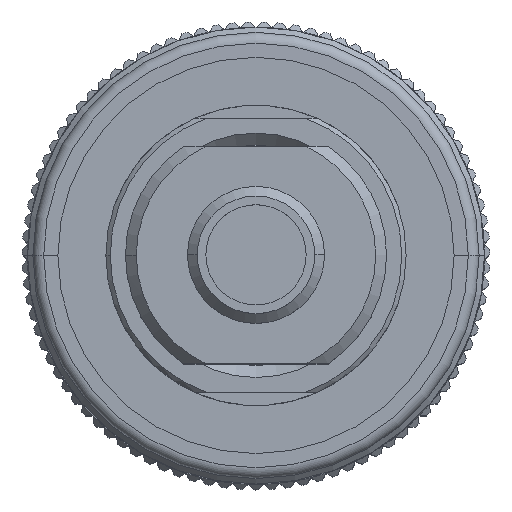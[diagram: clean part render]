
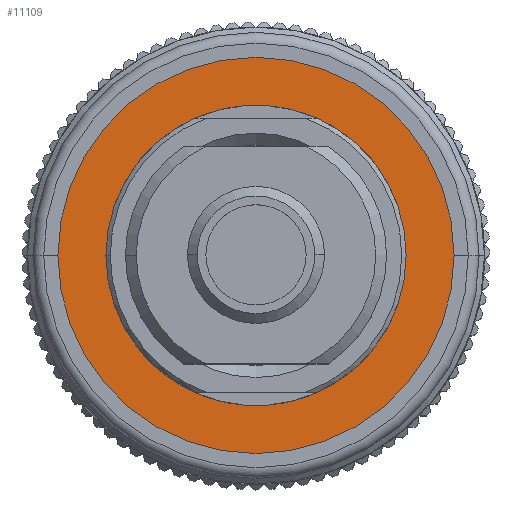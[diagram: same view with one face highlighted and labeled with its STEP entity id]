
A CAD part, top view. The second image highlights one B-rep face of the part: STEP entity #11109.
In plain terms, the highlighted planar face has unit normal (0, 0, 1).
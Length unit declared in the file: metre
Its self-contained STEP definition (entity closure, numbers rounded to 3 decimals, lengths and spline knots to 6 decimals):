
#37 = CIRCLE ( 'NONE', #11595, 0.009104 ) ;
#56 = CIRCLE ( 'NONE', #13965, 0.009104 ) ;
#289 = EDGE_LOOP ( 'NONE', ( #7998, #1418 ) ) ;
#403 = CARTESIAN_POINT ( 'NONE',  ( 0., 0.009104, 0. ) ) ;
#453 = DIRECTION ( 'NONE',  ( -1., 0., 0. ) ) ;
#536 = EDGE_CURVE ( 'NONE', #14117, #14703, #56, .T. ) ;
#741 = DIRECTION ( 'NONE',  ( -1., 0., 0. ) ) ;
#1418 = ORIENTED_EDGE ( 'NONE', *, *, #8031, .T. ) ;
#2080 = CARTESIAN_POINT ( 'NONE',  ( 0.009104, 0., 0. ) ) ;
#2415 = EDGE_CURVE ( 'NONE', #14703, #14117, #37, .T. ) ;
#2516 = FACE_OUTER_BOUND ( 'NONE', #8126, .T. ) ;
#2871 = AXIS2_PLACEMENT_3D ( 'NONE', #3768, #12133, #4981 ) ;
#3419 = CARTESIAN_POINT ( 'NONE',  ( 0., 0., 0. ) ) ;
#3768 = CARTESIAN_POINT ( 'NONE',  ( 0., 0., 0. ) ) ;
#4639 = DIRECTION ( 'NONE',  ( 1., 0., 0. ) ) ;
#4754 = EDGE_CURVE ( 'NONE', #8795, #5121, #13054, .T. ) ;
#4981 = DIRECTION ( 'NONE',  ( -1., 0., 0. ) ) ;
#5121 = VERTEX_POINT ( 'NONE', #8754 ) ;
#5807 = ORIENTED_EDGE ( 'NONE', *, *, #2415, .T. ) ;
#5914 = CIRCLE ( 'NONE', #2871, 0.006225 ) ;
#6877 = CARTESIAN_POINT ( 'NONE',  ( 0., 0., 0. ) ) ;
#7641 = DIRECTION ( 'NONE',  ( 0., 0., -1. ) ) ;
#7937 = DIRECTION ( 'NONE',  ( 0., 0., -1. ) ) ;
#7998 = ORIENTED_EDGE ( 'NONE', *, *, #4754, .T. ) ;
#8031 = EDGE_CURVE ( 'NONE', #5121, #8795, #5914, .T. ) ;
#8073 = DIRECTION ( 'NONE',  ( 1., 0., 0. ) ) ;
#8126 = EDGE_LOOP ( 'NONE', ( #5807, #10472 ) ) ;
#8309 = CARTESIAN_POINT ( 'NONE',  ( -0.009104, 0., 0. ) ) ;
#8754 = CARTESIAN_POINT ( 'NONE',  ( -0.006225, 0., 0. ) ) ;
#8795 = VERTEX_POINT ( 'NONE', #8931 ) ;
#8931 = CARTESIAN_POINT ( 'NONE',  ( 0.006225, 0., 0. ) ) ;
#10472 = ORIENTED_EDGE ( 'NONE', *, *, #536, .T. ) ;
#11109 = ADVANCED_FACE ( 'NONE', ( #2516, #12069 ), #13574, .F. ) ;
#11595 = AXIS2_PLACEMENT_3D ( 'NONE', #3419, #11777, #4639 ) ;
#11777 = DIRECTION ( 'NONE',  ( 0., 0., 1. ) ) ;
#12069 = FACE_BOUND ( 'NONE', #289, .T. ) ;
#12120 = AXIS2_PLACEMENT_3D ( 'NONE', #15096, #7937, #741 ) ;
#12127 = AXIS2_PLACEMENT_3D ( 'NONE', #403, #7641, #453 ) ;
#12133 = DIRECTION ( 'NONE',  ( 0., 0., -1. ) ) ;
#13054 = CIRCLE ( 'NONE', #12120, 0.006225 ) ;
#13574 = PLANE ( 'NONE',  #12127 ) ;
#13965 = AXIS2_PLACEMENT_3D ( 'NONE', #6877, #15245, #8073 ) ;
#14117 = VERTEX_POINT ( 'NONE', #2080 ) ;
#14703 = VERTEX_POINT ( 'NONE', #8309 ) ;
#15096 = CARTESIAN_POINT ( 'NONE',  ( 0., 0., 0. ) ) ;
#15245 = DIRECTION ( 'NONE',  ( 0., 0., 1. ) ) ;
